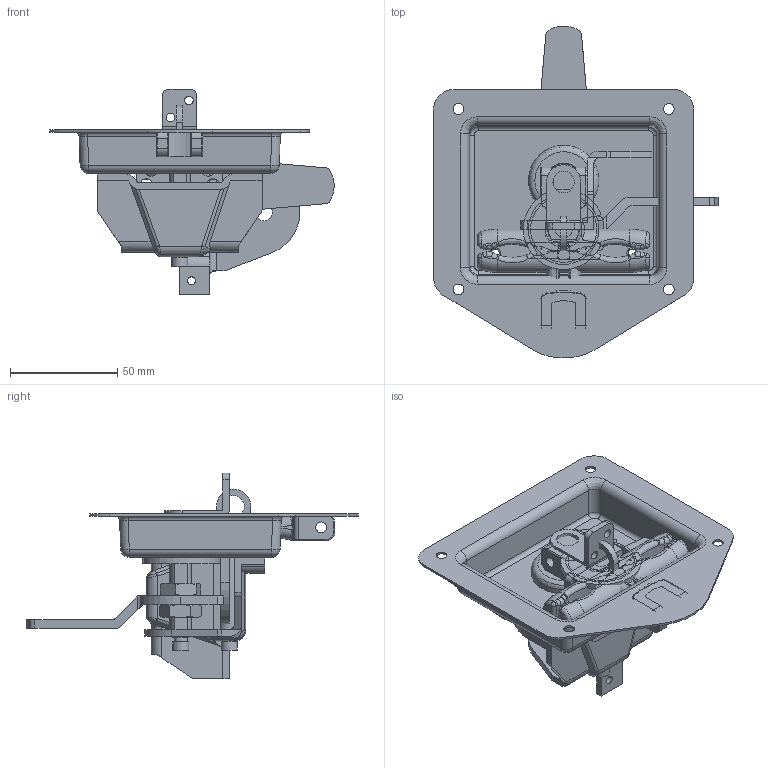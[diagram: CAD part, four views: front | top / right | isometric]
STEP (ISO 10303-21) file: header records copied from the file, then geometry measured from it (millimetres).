
FILE_DESCRIPTION( ( 'STEP AP203' ), '1' );
FILE_NAME( ' ', ' ', ( ' ' ), ( ' ' ), 'PSStep 10.0', ' ', ' ' );
FILE_SCHEMA( ( 'CONFIG_CONTROL_DESIGN' ) );
Length unit declared in the file: millimetre
Products named in the file (10): Assem1; 1; 2; 3; 4; 5; 6; 7; 8; 9
Bounding box: 132.5 x 154.61 x 95.8 mm (x, y, z)
Volume: 169914.4 mm3; surface area: 142105.8 mm2
Topology: 19 solids, 19 shells, 1093 faces, 2699 edges, 1590 vertices
Faces by surface type: cylinder 385, plane 276, bspline 238, torus 94, cone 52, sphere 48
Full cylindrical faces by diameter (mm): 4 x8, 5 x18, 6 x2, 6.5 x22, 7.5 x4, 8 x3, 8.2 x2, 10 x2, 12 x2, 12.3 x2, 15.9 x2, 16.3 x2, 30.8 x2, 32.8 x2
Entity records: 22042 total; most frequent: CARTESIAN_POINT 9729, ORIENTED_EDGE 2468, DIRECTION 2461, EDGE_CURVE 1234, AXIS2_PLACEMENT_3D 1028, VERTEX_POINT 762, EDGE_LOOP 652, FACE_OUTER_BOUND 573
